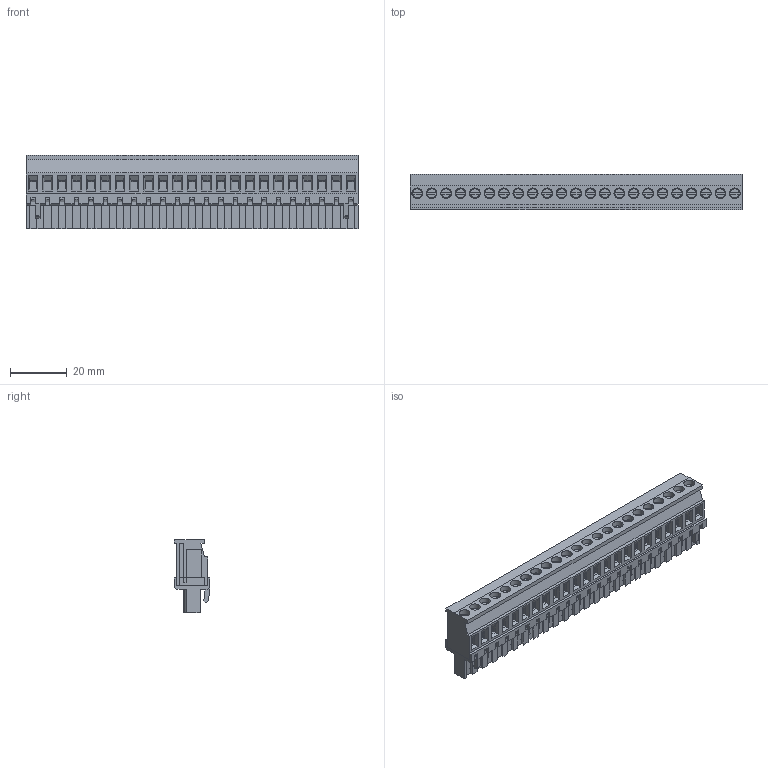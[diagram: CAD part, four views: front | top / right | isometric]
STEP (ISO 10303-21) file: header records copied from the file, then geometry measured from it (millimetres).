
FILE_DESCRIPTION( ( 'Unknown' ), '1' );
FILE_NAME( '691352510023.stp', 'Unknown', ( 'Unknown' ), ( 'Unknown' ), 'PSStep 14.0', 'Unknown', ' ' );
FILE_SCHEMA( ( 'AUTOMOTIVE_DESIGN { 1 0 10303 214 1 1 1 1 }' ) );
Length unit declared in the file: millimetre
Products named in the file (6): Assem1; 6913525100xx_CAGE; 6913525100xx; 6913525100xx_VIS; 691343510023; 691343510023_BAS
Assembly tree (71 placements, depth 2):
  Assem1
    6913525100xx_CAGE  x23
    6913525100xx  x23
    6913525100xx_VIS  x23
    691343510023
    691343510023_BAS
Bounding box: 116.84 x 12.6 x 26 mm (x, y, z)
Volume: 17974.3 mm3; surface area: 40567.9 mm2
Topology: 71 solids, 71 shells, 4679 faces, 12971 edges, 8432 vertices
Faces by surface type: plane 3611, cylinder 930, cone 69, torus 69
Full cylindrical faces by diameter (mm): 1.5 x23, 2.2 x23, 2.7 x23, 2.9 x23, 3 x23, 3.7 x23, 3.75 x23
Entity records: 97626 total; most frequent: CARTESIAN_POINT 13833, ORIENTED_EDGE 13590, DIRECTION 12204, EDGE_CURVE 6795, LINE 6436, VECTOR 6436, VERTEX_POINT 4489, AXIS2_PLACEMENT_3D 2884
